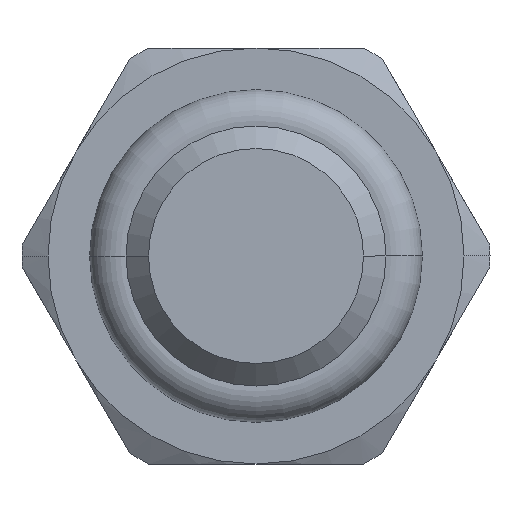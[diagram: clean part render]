
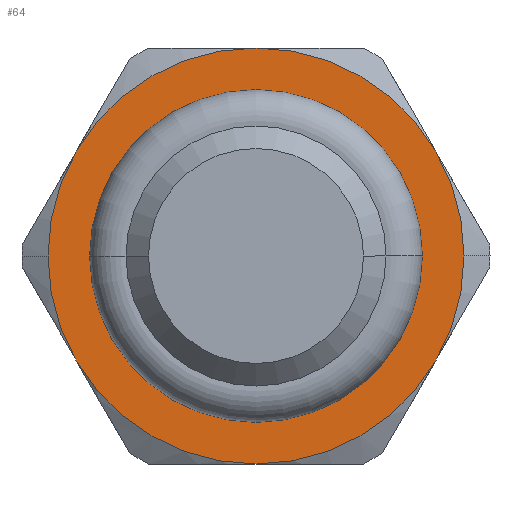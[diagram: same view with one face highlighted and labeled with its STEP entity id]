
A CAD part, front view. The second image highlights one B-rep face of the part: STEP entity #64.
In plain terms, the highlighted planar face has unit normal (0, -1, 0).
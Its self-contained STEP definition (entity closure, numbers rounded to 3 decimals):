
#64=ADVANCED_FACE('',(#130,#131),#132,.T.);
#130=FACE_BOUND('',#226,.T.);
#131=FACE_OUTER_BOUND('',#227,.T.);
#132=PLANE('',#228);
#226=EDGE_LOOP('',(#415,#416,#417));
#227=EDGE_LOOP('',(#418,#419,#420,#421,#422,#423,#424,#425));
#228=AXIS2_PLACEMENT_3D('',#426,#427,#428);
#415=ORIENTED_EDGE('',*,*,#696,.T.);
#416=ORIENTED_EDGE('',*,*,#675,.T.);
#417=ORIENTED_EDGE('',*,*,#697,.T.);
#418=ORIENTED_EDGE('',*,*,#698,.F.);
#419=ORIENTED_EDGE('',*,*,#699,.F.);
#420=ORIENTED_EDGE('',*,*,#700,.F.);
#421=ORIENTED_EDGE('',*,*,#701,.F.);
#422=ORIENTED_EDGE('',*,*,#667,.F.);
#423=ORIENTED_EDGE('',*,*,#702,.F.);
#424=ORIENTED_EDGE('',*,*,#703,.F.);
#425=ORIENTED_EDGE('',*,*,#661,.F.);
#426=CARTESIAN_POINT('',(2.0,3.1,0.0));
#427=DIRECTION('',(0.0,-1.0,0.0));
#428=DIRECTION('',(-1.0,0.0,0.0));
#661=EDGE_CURVE('',#783,#786,#787,.T.);
#667=EDGE_CURVE('',#796,#792,#798,.T.);
#675=EDGE_CURVE('',#803,#806,#808,.T.);
#696=EDGE_CURVE('',#842,#803,#843,.T.);
#697=EDGE_CURVE('',#806,#842,#844,.T.);
#698=EDGE_CURVE('',#845,#783,#846,.T.);
#699=EDGE_CURVE('',#847,#845,#848,.T.);
#700=EDGE_CURVE('',#849,#847,#850,.T.);
#701=EDGE_CURVE('',#792,#849,#851,.T.);
#702=EDGE_CURVE('',#852,#796,#853,.T.);
#703=EDGE_CURVE('',#786,#852,#854,.T.);
#783=VERTEX_POINT('',#986);
#786=VERTEX_POINT('',#990);
#787=CIRCLE('',#991,4.0);
#792=VERTEX_POINT('',#1007);
#796=VERTEX_POINT('',#1012);
#798=CIRCLE('',#1025,4.0);
#803=VERTEX_POINT('',#1034);
#806=VERTEX_POINT('',#1037);
#808=CIRCLE('',#1039,3.2);
#842=VERTEX_POINT('',#1141);
#843=CIRCLE('',#1142,3.2);
#844=CIRCLE('',#1143,3.2);
#845=VERTEX_POINT('',#1144);
#846=CIRCLE('',#1145,4.0);
#847=VERTEX_POINT('',#1146);
#848=CIRCLE('',#1147,4.0);
#849=VERTEX_POINT('',#1148);
#850=CIRCLE('',#1149,4.0);
#851=CIRCLE('',#1150,4.0);
#852=VERTEX_POINT('',#1151);
#853=CIRCLE('',#1152,4.0);
#854=CIRCLE('',#1153,4.0);
#986=CARTESIAN_POINT('',(4.0,3.1,0.));
#990=CARTESIAN_POINT('',(3.464,3.1,-2.0));
#991=AXIS2_PLACEMENT_3D('',#1486,#1487,#1488);
#1007=CARTESIAN_POINT('',(-4.0,3.1,0.));
#1012=CARTESIAN_POINT('',(-3.464,3.1,-2.0));
#1025=AXIS2_PLACEMENT_3D('',#1496,#1497,#1498);
#1034=CARTESIAN_POINT('',(3.2,3.1,0.));
#1037=CARTESIAN_POINT('',(-3.2,3.1,0.));
#1039=AXIS2_PLACEMENT_3D('',#1512,#1513,#1514);
#1141=CARTESIAN_POINT('',(0.,3.1,3.2));
#1142=AXIS2_PLACEMENT_3D('',#1529,#1530,#1531);
#1143=AXIS2_PLACEMENT_3D('',#1532,#1533,#1534);
#1144=CARTESIAN_POINT('',(3.464,3.1,2.0));
#1145=AXIS2_PLACEMENT_3D('',#1535,#1536,#1537);
#1146=CARTESIAN_POINT('',(0.,3.1,4.0));
#1147=AXIS2_PLACEMENT_3D('',#1538,#1539,#1540);
#1148=CARTESIAN_POINT('',(-3.464,3.1,2.0));
#1149=AXIS2_PLACEMENT_3D('',#1541,#1542,#1543);
#1150=AXIS2_PLACEMENT_3D('',#1544,#1545,#1546);
#1151=CARTESIAN_POINT('',(0.0,3.1,-4.0));
#1152=AXIS2_PLACEMENT_3D('',#1547,#1548,#1549);
#1153=AXIS2_PLACEMENT_3D('',#1550,#1551,#1552);
#1486=CARTESIAN_POINT('',(0.0,3.1,0.0));
#1487=DIRECTION('',(-0.0,1.0,0.0));
#1488=DIRECTION('',(1.0,0.0,0.0));
#1496=CARTESIAN_POINT('',(0.0,3.1,0.0));
#1497=DIRECTION('',(-0.0,1.0,0.0));
#1498=DIRECTION('',(1.0,0.0,0.0));
#1512=CARTESIAN_POINT('',(0.0,3.1,0.0));
#1513=DIRECTION('',(-0.0,1.0,0.0));
#1514=DIRECTION('',(0.0,0.0,-1.0));
#1529=CARTESIAN_POINT('',(0.0,3.1,0.0));
#1530=DIRECTION('',(-0.0,1.0,0.0));
#1531=DIRECTION('',(0.0,0.0,-1.0));
#1532=CARTESIAN_POINT('',(0.0,3.1,0.0));
#1533=DIRECTION('',(-0.0,1.0,0.0));
#1534=DIRECTION('',(0.0,0.0,-1.0));
#1535=CARTESIAN_POINT('',(0.0,3.1,0.0));
#1536=DIRECTION('',(-0.0,1.0,0.0));
#1537=DIRECTION('',(1.0,0.0,0.0));
#1538=CARTESIAN_POINT('',(0.0,3.1,0.0));
#1539=DIRECTION('',(-0.0,1.0,0.0));
#1540=DIRECTION('',(1.0,0.0,0.0));
#1541=CARTESIAN_POINT('',(0.0,3.1,0.0));
#1542=DIRECTION('',(-0.0,1.0,0.0));
#1543=DIRECTION('',(1.0,0.0,0.0));
#1544=CARTESIAN_POINT('',(0.0,3.1,0.0));
#1545=DIRECTION('',(-0.0,1.0,0.0));
#1546=DIRECTION('',(1.0,0.0,0.0));
#1547=CARTESIAN_POINT('',(0.0,3.1,0.0));
#1548=DIRECTION('',(-0.0,1.0,0.0));
#1549=DIRECTION('',(1.0,0.0,0.0));
#1550=CARTESIAN_POINT('',(0.0,3.1,0.0));
#1551=DIRECTION('',(-0.0,1.0,0.0));
#1552=DIRECTION('',(1.0,0.0,0.0));
